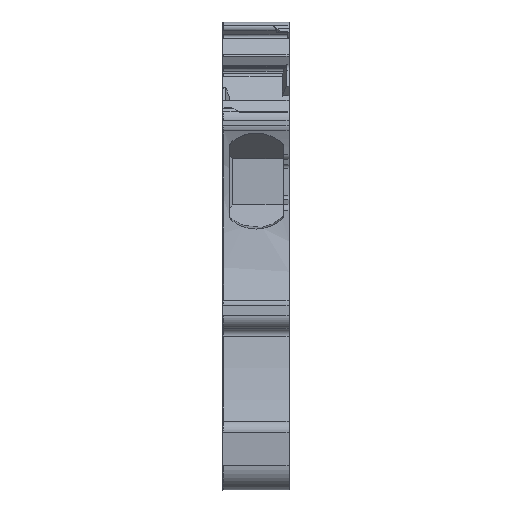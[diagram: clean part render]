
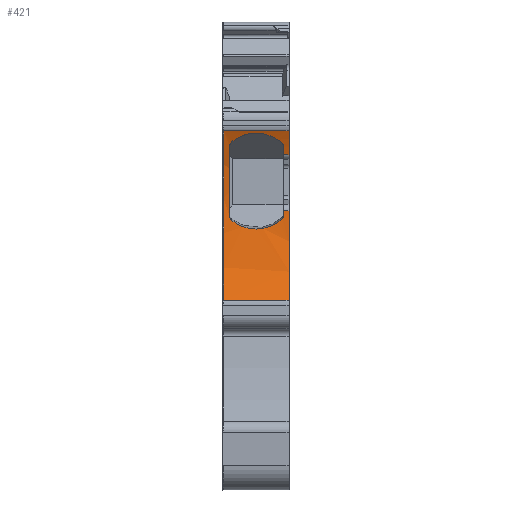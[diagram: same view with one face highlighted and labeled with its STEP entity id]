
A CAD part, front view. The second image highlights one B-rep face of the part: STEP entity #421.
In plain terms, the highlighted cylindrical face has radius 15.888 mm (diameter 31.775 mm), a partial arc.
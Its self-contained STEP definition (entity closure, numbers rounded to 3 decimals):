
#238=AXIS2_PLACEMENT_3D('Circle Axis2P3D',#236,#237,$) ;
#287=AXIS2_PLACEMENT_3D('Cylinder Axis2P3D',#284,#285,#286) ;
#291=AXIS2_PLACEMENT_3D('Circle Axis2P3D',#289,#290,$) ;
#307=AXIS2_PLACEMENT_3D('Circle Axis2P3D',#305,#306,$) ;
#321=AXIS2_PLACEMENT_3D('Circle Axis2P3D',#319,#320,$) ;
#378=AXIS2_PLACEMENT_3D('Circle Axis2P3D',#376,#377,$) ;
#392=AXIS2_PLACEMENT_3D('Circle Axis2P3D',#390,#391,$) ;
#219=CARTESIAN_POINT('Vertex',(0.5,3.03,21.206)) ;
#233=CARTESIAN_POINT('Vertex',(0.5,2.109,26.519)) ;
#236=CARTESIAN_POINT('Axis2P3D Location',(0.5,-12.858,21.189)) ;
#256=CARTESIAN_POINT('Control Point',(0.688,1.964,26.911)) ;
#257=CARTESIAN_POINT('Control Point',(0.569,2.001,26.815)) ;
#258=CARTESIAN_POINT('Control Point',(0.5,2.056,26.668)) ;
#259=CARTESIAN_POINT('Control Point',(0.5,2.109,26.519)) ;
#260=CARTESIAN_POINT('Vertex',(0.688,1.964,26.911)) ;
#284=CARTESIAN_POINT('Axis2P3D Location',(2.55,-12.858,21.189)) ;
#289=CARTESIAN_POINT('Axis2P3D Location',(0.05,-12.858,21.189)) ;
#293=CARTESIAN_POINT('Vertex',(0.05,1.619,27.735)) ;
#295=CARTESIAN_POINT('Vertex',(0.05,1.619,14.643)) ;
#298=CARTESIAN_POINT('Line Origine',(2.55,1.619,14.643)) ;
#302=CARTESIAN_POINT('Vertex',(5.1,1.619,14.643)) ;
#305=CARTESIAN_POINT('Axis2P3D Location',(5.1,-12.858,21.189)) ;
#309=CARTESIAN_POINT('Vertex',(5.1,3.026,21.559)) ;
#312=CARTESIAN_POINT('Line Origine',(2.55,3.026,21.559)) ;
#316=CARTESIAN_POINT('Vertex',(4.7,3.026,21.559)) ;
#319=CARTESIAN_POINT('Axis2P3D Location',(4.7,-12.858,21.189)) ;
#323=CARTESIAN_POINT('Vertex',(4.7,3.03,21.276)) ;
#327=CARTESIAN_POINT('Control Point',(4.528,3.027,20.899)) ;
#328=CARTESIAN_POINT('Control Point',(4.636,3.029,20.993)) ;
#329=CARTESIAN_POINT('Control Point',(4.7,3.031,21.134)) ;
#330=CARTESIAN_POINT('Control Point',(4.7,3.03,21.276)) ;
#331=CARTESIAN_POINT('Vertex',(4.528,3.027,20.899)) ;
#335=CARTESIAN_POINT('Control Point',(2.558,2.997,20.16)) ;
#336=CARTESIAN_POINT('Control Point',(3.095,2.997,20.16)) ;
#337=CARTESIAN_POINT('Control Point',(3.632,3.005,20.288)) ;
#338=CARTESIAN_POINT('Control Point',(4.123,3.021,20.546)) ;
#339=CARTESIAN_POINT('Control Point',(4.528,3.027,20.899)) ;
#340=CARTESIAN_POINT('Vertex',(2.558,2.997,20.16)) ;
#344=CARTESIAN_POINT('Control Point',(0.689,3.026,20.814)) ;
#345=CARTESIAN_POINT('Control Point',(1.083,3.018,20.5)) ;
#346=CARTESIAN_POINT('Control Point',(1.548,3.004,20.274)) ;
#347=CARTESIAN_POINT('Control Point',(2.053,2.997,20.16)) ;
#348=CARTESIAN_POINT('Control Point',(2.558,2.997,20.16)) ;
#349=CARTESIAN_POINT('Vertex',(0.689,3.026,20.814)) ;
#353=CARTESIAN_POINT('Control Point',(0.689,3.026,20.814)) ;
#354=CARTESIAN_POINT('Control Point',(0.572,3.028,20.907)) ;
#355=CARTESIAN_POINT('Control Point',(0.5,3.03,21.056)) ;
#356=CARTESIAN_POINT('Control Point',(0.5,3.03,21.206)) ;
#359=CARTESIAN_POINT('Control Point',(0.688,1.964,26.911)) ;
#360=CARTESIAN_POINT('Control Point',(1.33,1.767,27.422)) ;
#361=CARTESIAN_POINT('Control Point',(2.153,1.619,27.729)) ;
#362=CARTESIAN_POINT('Control Point',(3.106,1.631,27.706)) ;
#363=CARTESIAN_POINT('Control Point',(3.911,1.792,27.363)) ;
#364=CARTESIAN_POINT('Control Point',(4.528,1.996,26.826)) ;
#365=CARTESIAN_POINT('Vertex',(4.528,1.996,26.826)) ;
#369=CARTESIAN_POINT('Control Point',(4.528,1.996,26.826)) ;
#370=CARTESIAN_POINT('Control Point',(4.638,2.033,26.73)) ;
#371=CARTESIAN_POINT('Control Point',(4.7,2.085,26.59)) ;
#372=CARTESIAN_POINT('Control Point',(4.7,2.134,26.449)) ;
#373=CARTESIAN_POINT('Vertex',(4.7,2.134,26.449)) ;
#376=CARTESIAN_POINT('Axis2P3D Location',(4.7,-12.858,21.189)) ;
#380=CARTESIAN_POINT('Vertex',(4.7,2.319,25.89)) ;
#383=CARTESIAN_POINT('Line Origine',(2.55,2.319,25.89)) ;
#387=CARTESIAN_POINT('Vertex',(5.1,2.319,25.89)) ;
#390=CARTESIAN_POINT('Axis2P3D Location',(5.1,-12.858,21.189)) ;
#394=CARTESIAN_POINT('Vertex',(5.1,1.619,27.735)) ;
#397=CARTESIAN_POINT('Line Origine',(2.55,1.619,27.735)) ;
#237=DIRECTION('Axis2P3D Direction',(1.,0.,0.)) ;
#285=DIRECTION('Axis2P3D Direction',(1.,0.,0.)) ;
#286=DIRECTION('Axis2P3D XDirection',(0.,0.911,-0.412)) ;
#290=DIRECTION('Axis2P3D Direction',(1.,0.,0.)) ;
#299=DIRECTION('Vector Direction',(1.,0.,0.)) ;
#306=DIRECTION('Axis2P3D Direction',(1.,0.,0.)) ;
#313=DIRECTION('Vector Direction',(1.,0.,0.)) ;
#320=DIRECTION('Axis2P3D Direction',(1.,0.,0.)) ;
#377=DIRECTION('Axis2P3D Direction',(1.,0.,0.)) ;
#384=DIRECTION('Vector Direction',(1.,0.,0.)) ;
#391=DIRECTION('Axis2P3D Direction',(1.,0.,0.)) ;
#398=DIRECTION('Vector Direction',(1.,0.,0.)) ;
#300=VECTOR('Line Direction',#299,1.) ;
#314=VECTOR('Line Direction',#313,1.) ;
#385=VECTOR('Line Direction',#384,1.) ;
#399=VECTOR('Line Direction',#398,1.) ;
#403=ORIENTED_EDGE('',*,*,#297,.T.) ;
#404=ORIENTED_EDGE('',*,*,#304,.T.) ;
#405=ORIENTED_EDGE('',*,*,#311,.T.) ;
#406=ORIENTED_EDGE('',*,*,#318,.F.) ;
#407=ORIENTED_EDGE('',*,*,#325,.F.) ;
#408=ORIENTED_EDGE('',*,*,#333,.F.) ;
#409=ORIENTED_EDGE('',*,*,#342,.F.) ;
#410=ORIENTED_EDGE('',*,*,#351,.F.) ;
#411=ORIENTED_EDGE('',*,*,#357,.T.) ;
#412=ORIENTED_EDGE('',*,*,#240,.T.) ;
#413=ORIENTED_EDGE('',*,*,#262,.F.) ;
#414=ORIENTED_EDGE('',*,*,#367,.T.) ;
#415=ORIENTED_EDGE('',*,*,#375,.T.) ;
#416=ORIENTED_EDGE('',*,*,#382,.F.) ;
#417=ORIENTED_EDGE('',*,*,#389,.T.) ;
#418=ORIENTED_EDGE('',*,*,#396,.T.) ;
#419=ORIENTED_EDGE('',*,*,#401,.F.) ;
#421=ADVANCED_FACE('MLD\\MLD_AL2C_2-5',(#420),#288,.F.) ;
#255=B_SPLINE_CURVE_WITH_KNOTS('',3,(#256,#257,#258,#259),.UNSPECIFIED.,.F.,.U.,(4,4),(0.,0.678),.UNSPECIFIED.) ;
#326=B_SPLINE_CURVE_WITH_KNOTS('',3,(#327,#328,#329,#330),.UNSPECIFIED.,.F.,.U.,(4,4),(0.,0.612),.UNSPECIFIED.) ;
#334=B_SPLINE_CURVE_WITH_KNOTS('',4,(#335,#336,#337,#338,#339),.UNSPECIFIED.,.F.,.U.,(5,5),(2.914,6.019),.UNSPECIFIED.) ;
#343=B_SPLINE_CURVE_WITH_KNOTS('',4,(#344,#345,#346,#347,#348),.UNSPECIFIED.,.F.,.U.,(5,5),(0.,2.914),.UNSPECIFIED.) ;
#352=B_SPLINE_CURVE_WITH_KNOTS('',3,(#353,#354,#355,#356),.UNSPECIFIED.,.F.,.U.,(4,4),(0.,0.645),.UNSPECIFIED.) ;
#358=B_SPLINE_CURVE_WITH_KNOTS('',5,(#359,#360,#361,#362,#363,#364),.UNSPECIFIED.,.F.,.U.,(6,6),(0.,6.11),.UNSPECIFIED.) ;
#368=B_SPLINE_CURVE_WITH_KNOTS('',3,(#369,#370,#371,#372),.UNSPECIFIED.,.F.,.U.,(4,4),(0.,0.643),.UNSPECIFIED.) ;
#239=CIRCLE('generated circle',#238,15.888) ;
#292=CIRCLE('generated circle',#291,15.888) ;
#308=CIRCLE('generated circle',#307,15.888) ;
#322=CIRCLE('generated circle',#321,15.888) ;
#379=CIRCLE('generated circle',#378,15.888) ;
#393=CIRCLE('generated circle',#392,15.888) ;
#288=CYLINDRICAL_SURFACE('generated cylinder',#287,15.888) ;
#240=EDGE_CURVE('',#220,#234,#239,.T.) ;
#262=EDGE_CURVE('',#261,#234,#255,.T.) ;
#297=EDGE_CURVE('',#294,#296,#292,.F.) ;
#304=EDGE_CURVE('',#296,#303,#301,.T.) ;
#311=EDGE_CURVE('',#303,#310,#308,.T.) ;
#318=EDGE_CURVE('',#317,#310,#315,.T.) ;
#325=EDGE_CURVE('',#324,#317,#322,.T.) ;
#333=EDGE_CURVE('',#332,#324,#326,.T.) ;
#342=EDGE_CURVE('',#341,#332,#334,.T.) ;
#351=EDGE_CURVE('',#350,#341,#343,.T.) ;
#357=EDGE_CURVE('',#350,#220,#352,.T.) ;
#367=EDGE_CURVE('',#261,#366,#358,.T.) ;
#375=EDGE_CURVE('',#366,#374,#368,.T.) ;
#382=EDGE_CURVE('',#381,#374,#379,.T.) ;
#389=EDGE_CURVE('',#381,#388,#386,.T.) ;
#396=EDGE_CURVE('',#388,#395,#393,.T.) ;
#401=EDGE_CURVE('',#294,#395,#400,.T.) ;
#402=EDGE_LOOP('',(#403,#404,#405,#406,#407,#408,#409,#410,#411,#412,#413,#414,#415,#416,#417,#418,#419)) ;
#420=FACE_OUTER_BOUND('',#402,.T.) ;
#301=LINE('Line',#298,#300) ;
#315=LINE('Line',#312,#314) ;
#386=LINE('Line',#383,#385) ;
#400=LINE('Line',#397,#399) ;
#220=VERTEX_POINT('',#219) ;
#234=VERTEX_POINT('',#233) ;
#261=VERTEX_POINT('',#260) ;
#294=VERTEX_POINT('',#293) ;
#296=VERTEX_POINT('',#295) ;
#303=VERTEX_POINT('',#302) ;
#310=VERTEX_POINT('',#309) ;
#317=VERTEX_POINT('',#316) ;
#324=VERTEX_POINT('',#323) ;
#332=VERTEX_POINT('',#331) ;
#341=VERTEX_POINT('',#340) ;
#350=VERTEX_POINT('',#349) ;
#366=VERTEX_POINT('',#365) ;
#374=VERTEX_POINT('',#373) ;
#381=VERTEX_POINT('',#380) ;
#388=VERTEX_POINT('',#387) ;
#395=VERTEX_POINT('',#394) ;
